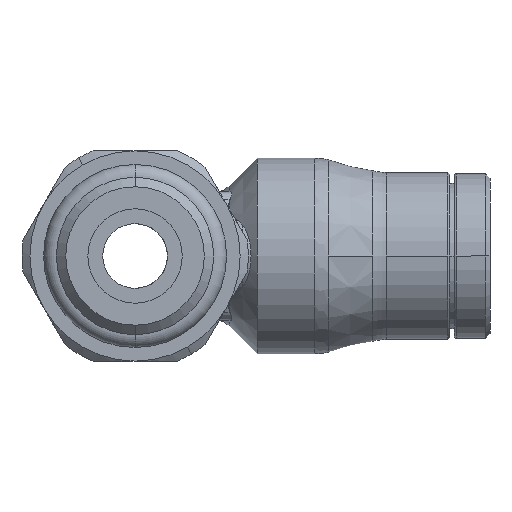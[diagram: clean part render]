
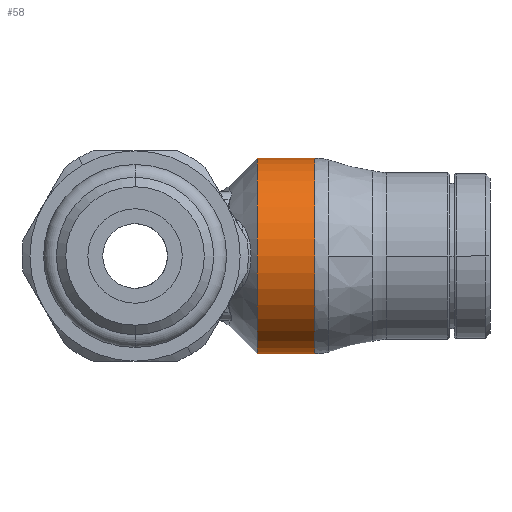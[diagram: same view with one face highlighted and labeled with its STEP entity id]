
A CAD part, left-side view. The second image highlights one B-rep face of the part: STEP entity #58.
In plain terms, the highlighted cylindrical face has radius 6.05 mm (diameter 12.1 mm), a partial arc.
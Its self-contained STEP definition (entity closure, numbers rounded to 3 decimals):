
#58=ADVANCED_FACE('',(#279),#280,.T.);
#279=FACE_OUTER_BOUND('',#710,.T.);
#280=CYLINDRICAL_SURFACE('',#711,6.05);
#710=EDGE_LOOP('',(#1236,#1237,#1238,#1239));
#711=AXIS2_PLACEMENT_3D('',#1240,#1241,#1242);
#1236=ORIENTED_EDGE('',*,*,#2897,.F.);
#1237=ORIENTED_EDGE('',*,*,#2898,.T.);
#1238=ORIENTED_EDGE('',*,*,#2899,.F.);
#1239=ORIENTED_EDGE('',*,*,#2900,.F.);
#1240=CARTESIAN_POINT('',(0.,-9.33,0.));
#1241=DIRECTION('',(0.,-1.0,0.));
#1242=DIRECTION('',(0.,0.,1.0));
#2897=EDGE_CURVE('',#3509,#3510,#3511,.T.);
#2898=EDGE_CURVE('',#3509,#3512,#3513,.T.);
#2899=EDGE_CURVE('',#3514,#3512,#3515,.T.);
#2900=EDGE_CURVE('',#3510,#3514,#3516,.T.);
#3509=VERTEX_POINT('',#4694);
#3510=VERTEX_POINT('',#4695);
#3511=LINE('',#4696,#4697);
#3512=VERTEX_POINT('',#4698);
#3513=CIRCLE('',#4699,6.05);
#3514=VERTEX_POINT('',#4700);
#3515=LINE('',#4701,#4702);
#3516=CIRCLE('',#4703,6.05);
#4694=CARTESIAN_POINT('',(0.,-7.56,6.05));
#4695=CARTESIAN_POINT('',(0.,-11.1,6.05));
#4696=CARTESIAN_POINT('',(0.,-9.33,6.05));
#4697=VECTOR('',#6824,1.0);
#4698=CARTESIAN_POINT('',(0.,-7.56,-6.05));
#4699=AXIS2_PLACEMENT_3D('',#6825,#6826,#6827);
#4700=CARTESIAN_POINT('',(0.,-11.1,-6.05));
#4701=CARTESIAN_POINT('',(0.,-9.33,-6.05));
#4702=VECTOR('',#6828,1.0);
#4703=AXIS2_PLACEMENT_3D('',#6829,#6830,#6831);
#6824=DIRECTION('',(0.,-1.0,0.));
#6825=CARTESIAN_POINT('',(0.,-7.56,0.));
#6826=DIRECTION('',(0.,-1.0,0.));
#6827=DIRECTION('',(0.,0.,1.0));
#6828=DIRECTION('',(0.,1.0,0.));
#6829=CARTESIAN_POINT('',(0.,-11.1,0.));
#6830=DIRECTION('',(0.,-1.0,0.));
#6831=DIRECTION('',(0.,0.,1.0));
